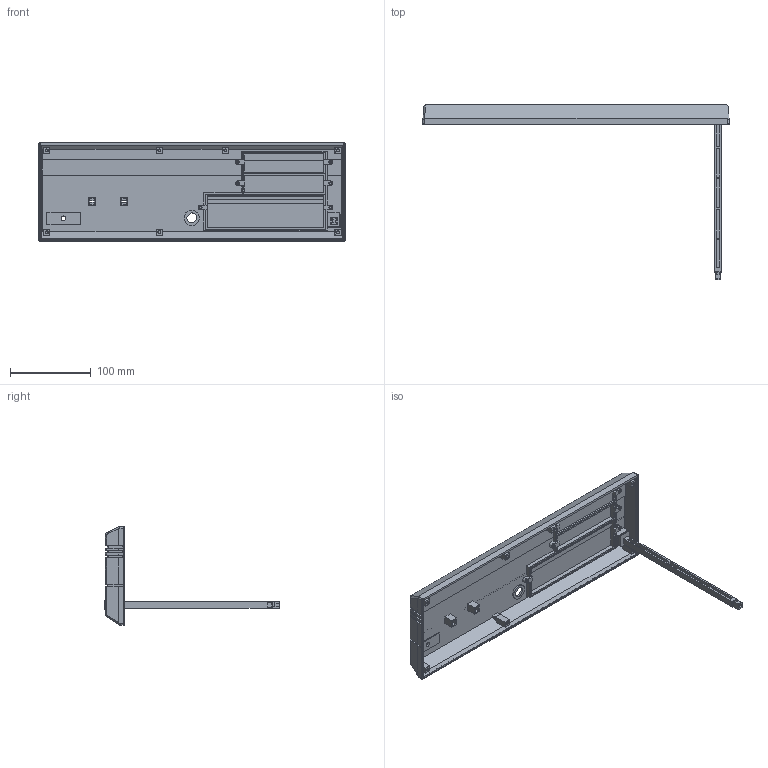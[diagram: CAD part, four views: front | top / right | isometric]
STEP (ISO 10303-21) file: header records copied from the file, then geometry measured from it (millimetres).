
FILE_DESCRIPTION(/* description */ (''),/* implementation_level */ '2;1');
FILE_NAME(/* name */ 'A4000D Front Cover Magnetic.step.step',/* time_stamp */ '2020-01-04T00:46:21+00:00',/* author */ (''),/* organization */ (''),/* preprocessor_version */ 'ST-DEVELOPER v18',/* originating_system */ 'Autodesk Translation Framework v8.12.0.6',/* authorisation */ '');
FILE_SCHEMA (('AUTOMOTIVE_DESIGN { 1 0 10303 214 3 1 1 }'));
Length unit declared in the file: millimetre
Products named in the file (15): A4000D Front Cover Magnetic; A4000D Cover; MagPeg1; MagPeg2; MagPeg3; MagPeg4; MagPeg5; MagPeg6; MagPeg7; Drive Cover 5.25; Drive Cover Upper; Drive Cover Lower; Power Button Shaft; Power Button Switch Attachment; PwrButton
Assembly tree (14 placements, depth 2):
  A4000D Front Cover Magnetic
    A4000D Cover
    MagPeg1
    MagPeg2
    MagPeg3
    MagPeg4
    MagPeg5
    MagPeg6
    MagPeg7
    Drive Cover 5.25
    Drive Cover Upper
    Drive Cover Lower
    Power Button Shaft
    Power Button Switch Attachment
    PwrButton
Bounding box: 381.42 x 217.46 x 122.5 mm (x, y, z)
Volume: 194629.7 mm3; surface area: 177261 mm2
Topology: 14 solids, 14 shells, 1166 faces, 3187 edges, 2116 vertices
Faces by surface type: plane 833, bspline 256, cylinder 70, torus 7
Full cylindrical faces by diameter (mm): 2.529 x6, 3.4 x13, 4.5 x1, 5.75 x1, 19 x2
Entity records: 39730 total; most frequent: CARTESIAN_POINT 11186, ORIENTED_EDGE 6374, DIRECTION 4766, EDGE_CURVE 3187, LINE 2462, VECTOR 2462, VERTEX_POINT 2116, EDGE_LOOP 1263
